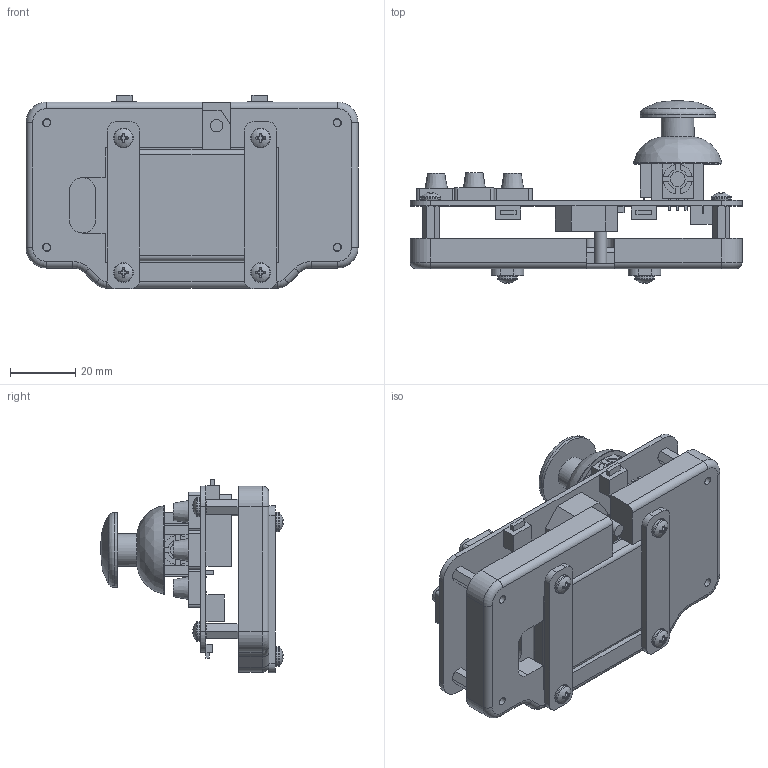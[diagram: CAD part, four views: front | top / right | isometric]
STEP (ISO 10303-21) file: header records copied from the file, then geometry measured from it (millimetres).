
FILE_DESCRIPTION(/* description */ (''),/* implementation_level */ '2;1');
FILE_NAME(/* name */ 'WJK_Case_10Jul17_3DPrint.stp',/* time_stamp */ '2017-07-13T21:06:44-07:00',/* author */ (''),/* organization */ (''),/* preprocessor_version */ 'ST-DEVELOPER v16.13',/* originating_system */ 'Autodesk Translation Framework v6.1.1.50',/* authorisation */ '');
FILE_SCHEMA (('AUTOMOTIVE_DESIGN { 1 0 10303 214 3 1 1 }'));
Length unit declared in the file: millimetre
Products named in the file (4): WJK_Case_10Jul17_3D v12; Hardware; Standoff; WholeJoystickKit
Assembly tree (6 placements, depth 3):
  WJK_Case_10Jul17_3D v12
    Hardware
      Standoff  x4
    WholeJoystickKit
Bounding box: 101.6 x 55.74 x 59.34 mm (x, y, z)
Volume: 70037.7 mm3; surface area: 44167.2 mm2
Topology: 23 solids, 24 shells, 910 faces, 2248 edges, 1416 vertices
Faces by surface type: plane 497, cylinder 213, cone 107, torus 52, sphere 36, bspline 5
Full cylindrical faces by diameter (mm): 1.092 x2, 2.345 x4, 2.5 x8, 3 x16, 3.228 x1, 3.4 x4, 3.5 x4, 3.79 x1, 4.056 x1, 4.5 x2, 6 x8, 10 x1, 23 x1
Entity records: 22012 total; most frequent: CARTESIAN_POINT 4217, DIRECTION 3727, ORIENTED_EDGE 3434, EDGE_CURVE 1717, AXIS2_PLACEMENT_3D 1349, VERTEX_POINT 1127, LINE 1029, VECTOR 1029
